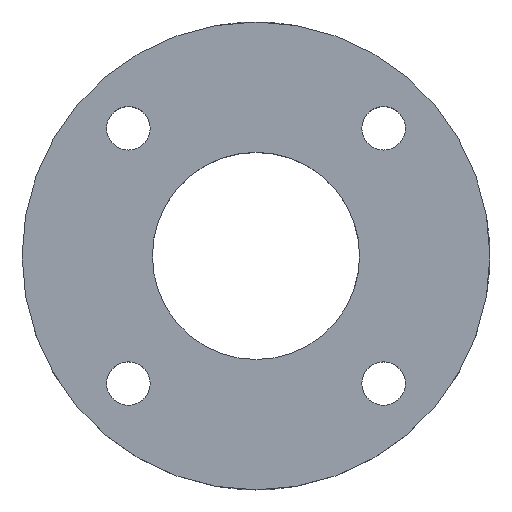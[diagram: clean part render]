
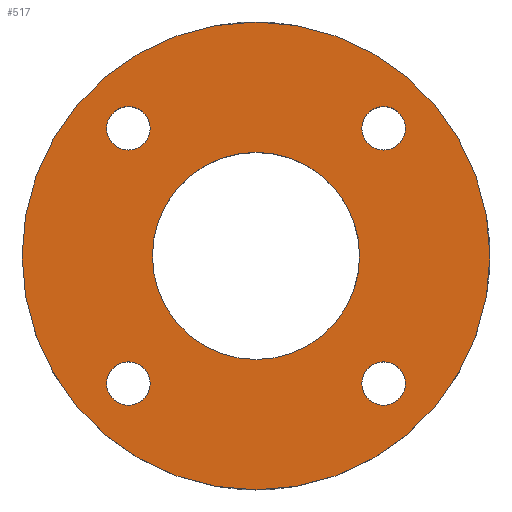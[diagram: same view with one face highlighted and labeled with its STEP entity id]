
A CAD part, top view. The second image highlights one B-rep face of the part: STEP entity #517.
In plain terms, the highlighted planar face has unit normal (0, 0, 1).
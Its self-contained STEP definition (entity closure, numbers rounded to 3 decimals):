
#5 = EDGE_LOOP ( 'NONE', ( #253, #225 ) ) ;
#8 = AXIS2_PLACEMENT_3D ( 'NONE', #98, #944, #450 ) ;
#9 = CARTESIAN_POINT ( 'NONE',  ( -15.842, 19.092, 5. ) ) ;
#31 = EDGE_CURVE ( 'NONE', #572, #955, #414, .T. ) ;
#38 = FACE_BOUND ( 'NONE', #630, .T. ) ;
#49 = DIRECTION ( 'NONE',  ( 1., 0., 0. ) ) ;
#58 = ORIENTED_EDGE ( 'NONE', *, *, #1017, .F. ) ;
#67 = AXIS2_PLACEMENT_3D ( 'NONE', #190, #207, #974 ) ;
#97 = CARTESIAN_POINT ( 'NONE',  ( -15.842, -19.092, 5. ) ) ;
#98 = CARTESIAN_POINT ( 'NONE',  ( 19.092, 19.092, 5. ) ) ;
#112 = EDGE_CURVE ( 'NONE', #955, #572, #182, .T. ) ;
#118 = CARTESIAN_POINT ( 'NONE',  ( 0., 0., 5. ) ) ;
#124 = DIRECTION ( 'NONE',  ( 0., 0., 1. ) ) ;
#125 = CARTESIAN_POINT ( 'NONE',  ( 15.5, 0., 5. ) ) ;
#146 = DIRECTION ( 'NONE',  ( 0., 0., 1. ) ) ;
#156 = EDGE_LOOP ( 'NONE', ( #558, #967 ) ) ;
#177 = CARTESIAN_POINT ( 'NONE',  ( -35., 0., 5. ) ) ;
#179 = CARTESIAN_POINT ( 'NONE',  ( 0., 0., 5. ) ) ;
#181 = CARTESIAN_POINT ( 'NONE',  ( -15.5, 0., 5. ) ) ;
#182 = CIRCLE ( 'NONE', #824, 3.25 ) ;
#190 = CARTESIAN_POINT ( 'NONE',  ( -19.092, 19.092, 5. ) ) ;
#202 = EDGE_CURVE ( 'NONE', #645, #509, #670, .T. ) ;
#207 = DIRECTION ( 'NONE',  ( 0., 0., 1. ) ) ;
#209 = CIRCLE ( 'NONE', #906, 3.25 ) ;
#225 = ORIENTED_EDGE ( 'NONE', *, *, #278, .F. ) ;
#228 = VERTEX_POINT ( 'NONE', #181 ) ;
#229 = EDGE_LOOP ( 'NONE', ( #58, #835 ) ) ;
#238 = CARTESIAN_POINT ( 'NONE',  ( 19.092, 19.092, 5. ) ) ;
#239 = DIRECTION ( 'NONE',  ( 1., 0., 0. ) ) ;
#243 = EDGE_CURVE ( 'NONE', #1030, #1011, #250, .T. ) ;
#245 = VERTEX_POINT ( 'NONE', #535 ) ;
#250 = CIRCLE ( 'NONE', #1086, 3.25 ) ;
#253 = ORIENTED_EDGE ( 'NONE', *, *, #243, .F. ) ;
#259 = FACE_BOUND ( 'NONE', #156, .T. ) ;
#272 = VERTEX_POINT ( 'NONE', #177 ) ;
#278 = EDGE_CURVE ( 'NONE', #1011, #1030, #209, .T. ) ;
#281 = CARTESIAN_POINT ( 'NONE',  ( -22.342, 19.092, 5. ) ) ;
#311 = VERTEX_POINT ( 'NONE', #958 ) ;
#333 = ORIENTED_EDGE ( 'NONE', *, *, #31, .F. ) ;
#335 = VERTEX_POINT ( 'NONE', #478 ) ;
#336 = DIRECTION ( 'NONE',  ( 0., 0., 1. ) ) ;
#339 = CARTESIAN_POINT ( 'NONE',  ( 0., 0., 5. ) ) ;
#346 = CIRCLE ( 'NONE', #603, 35. ) ;
#354 = EDGE_CURVE ( 'NONE', #272, #311, #1024, .T. ) ;
#361 = ORIENTED_EDGE ( 'NONE', *, *, #680, .T. ) ;
#371 = DIRECTION ( 'NONE',  ( -1., 0., 0. ) ) ;
#391 = CARTESIAN_POINT ( 'NONE',  ( 22.342, -19.092, 5. ) ) ;
#394 = CIRCLE ( 'NONE', #834, 15.5 ) ;
#414 = CIRCLE ( 'NONE', #654, 3.25 ) ;
#443 = FACE_BOUND ( 'NONE', #854, .T. ) ;
#445 = ORIENTED_EDGE ( 'NONE', *, *, #962, .F. ) ;
#450 = DIRECTION ( 'NONE',  ( 0., -1., 0. ) ) ;
#452 = DIRECTION ( 'NONE',  ( 0., 0., 1. ) ) ;
#478 = CARTESIAN_POINT ( 'NONE',  ( 22.342, 19.092, 5. ) ) ;
#485 = EDGE_CURVE ( 'NONE', #1016, #228, #980, .T. ) ;
#499 = CARTESIAN_POINT ( 'NONE',  ( -19.092, -19.092, 5. ) ) ;
#509 = VERTEX_POINT ( 'NONE', #9 ) ;
#512 = FACE_BOUND ( 'NONE', #229, .T. ) ;
#517 = ADVANCED_FACE ( 'NONE', ( #259, #948, #38, #443, #550, #512 ), #675, .T. ) ;
#523 = AXIS2_PLACEMENT_3D ( 'NONE', #1010, #336, #239 ) ;
#526 = DIRECTION ( 'NONE',  ( 0., 0., 1. ) ) ;
#530 = CARTESIAN_POINT ( 'NONE',  ( 19.092, -19.092, 5. ) ) ;
#535 = CARTESIAN_POINT ( 'NONE',  ( 15.842, 19.092, 5. ) ) ;
#543 = CARTESIAN_POINT ( 'NONE',  ( -19.092, 19.092, 5. ) ) ;
#545 = AXIS2_PLACEMENT_3D ( 'NONE', #118, #637, #887 ) ;
#550 = FACE_OUTER_BOUND ( 'NONE', #1042, .T. ) ;
#558 = ORIENTED_EDGE ( 'NONE', *, *, #799, .F. ) ;
#572 = VERTEX_POINT ( 'NONE', #97 ) ;
#603 = AXIS2_PLACEMENT_3D ( 'NONE', #179, #526, #945 ) ;
#611 = DIRECTION ( 'NONE',  ( 0., 0., 1. ) ) ;
#620 = DIRECTION ( 'NONE',  ( 1., 0., 0. ) ) ;
#630 = EDGE_LOOP ( 'NONE', ( #333, #909 ) ) ;
#637 = DIRECTION ( 'NONE',  ( 0., 0., 1. ) ) ;
#645 = VERTEX_POINT ( 'NONE', #281 ) ;
#651 = DIRECTION ( 'NONE',  ( 0., 1., 0. ) ) ;
#654 = AXIS2_PLACEMENT_3D ( 'NONE', #1038, #124, #651 ) ;
#660 = DIRECTION ( 'NONE',  ( 0., 0., 1. ) ) ;
#670 = CIRCLE ( 'NONE', #850, 3.25 ) ;
#675 = PLANE ( 'NONE',  #523 ) ;
#680 = EDGE_CURVE ( 'NONE', #311, #272, #346, .T. ) ;
#718 = CIRCLE ( 'NONE', #8, 3.25 ) ;
#746 = DIRECTION ( 'NONE',  ( 0., -1., 0. ) ) ;
#757 = AXIS2_PLACEMENT_3D ( 'NONE', #339, #924, #843 ) ;
#790 = CARTESIAN_POINT ( 'NONE',  ( -22.342, -19.092, 5. ) ) ;
#799 = EDGE_CURVE ( 'NONE', #335, #245, #874, .T. ) ;
#824 = AXIS2_PLACEMENT_3D ( 'NONE', #499, #146, #1072 ) ;
#834 = AXIS2_PLACEMENT_3D ( 'NONE', #891, #1044, #49 ) ;
#835 = ORIENTED_EDGE ( 'NONE', *, *, #485, .F. ) ;
#843 = DIRECTION ( 'NONE',  ( 1., 0., 0. ) ) ;
#850 = AXIS2_PLACEMENT_3D ( 'NONE', #543, #452, #620 ) ;
#854 = EDGE_LOOP ( 'NONE', ( #445, #1012 ) ) ;
#862 = CIRCLE ( 'NONE', #67, 3.25 ) ;
#865 = ORIENTED_EDGE ( 'NONE', *, *, #354, .T. ) ;
#874 = CIRCLE ( 'NONE', #998, 3.25 ) ;
#887 = DIRECTION ( 'NONE',  ( 1., 0., 0. ) ) ;
#891 = CARTESIAN_POINT ( 'NONE',  ( 0., 0., 5. ) ) ;
#906 = AXIS2_PLACEMENT_3D ( 'NONE', #530, #1025, #371 ) ;
#909 = ORIENTED_EDGE ( 'NONE', *, *, #112, .F. ) ;
#924 = DIRECTION ( 'NONE',  ( 0., 0., 1. ) ) ;
#929 = EDGE_CURVE ( 'NONE', #245, #335, #718, .T. ) ;
#944 = DIRECTION ( 'NONE',  ( 0., 0., 1. ) ) ;
#945 = DIRECTION ( 'NONE',  ( 1., 0., 0. ) ) ;
#948 = FACE_BOUND ( 'NONE', #5, .T. ) ;
#954 = DIRECTION ( 'NONE',  ( -1., 0., 0. ) ) ;
#955 = VERTEX_POINT ( 'NONE', #790 ) ;
#958 = CARTESIAN_POINT ( 'NONE',  ( 35., 0., 5. ) ) ;
#962 = EDGE_CURVE ( 'NONE', #509, #645, #862, .T. ) ;
#967 = ORIENTED_EDGE ( 'NONE', *, *, #929, .F. ) ;
#974 = DIRECTION ( 'NONE',  ( 1., 0., 0. ) ) ;
#977 = CARTESIAN_POINT ( 'NONE',  ( 15.842, -19.092, 5. ) ) ;
#980 = CIRCLE ( 'NONE', #757, 15.5 ) ;
#998 = AXIS2_PLACEMENT_3D ( 'NONE', #238, #660, #746 ) ;
#1010 = CARTESIAN_POINT ( 'NONE',  ( 0., 0., 5. ) ) ;
#1011 = VERTEX_POINT ( 'NONE', #977 ) ;
#1012 = ORIENTED_EDGE ( 'NONE', *, *, #202, .F. ) ;
#1016 = VERTEX_POINT ( 'NONE', #125 ) ;
#1017 = EDGE_CURVE ( 'NONE', #228, #1016, #394, .T. ) ;
#1024 = CIRCLE ( 'NONE', #545, 35. ) ;
#1025 = DIRECTION ( 'NONE',  ( 0., 0., 1. ) ) ;
#1030 = VERTEX_POINT ( 'NONE', #391 ) ;
#1032 = CARTESIAN_POINT ( 'NONE',  ( 19.092, -19.092, 5. ) ) ;
#1038 = CARTESIAN_POINT ( 'NONE',  ( -19.092, -19.092, 5. ) ) ;
#1042 = EDGE_LOOP ( 'NONE', ( #865, #361 ) ) ;
#1044 = DIRECTION ( 'NONE',  ( 0., 0., 1. ) ) ;
#1072 = DIRECTION ( 'NONE',  ( 0., 1., 0. ) ) ;
#1086 = AXIS2_PLACEMENT_3D ( 'NONE', #1032, #611, #954 ) ;
